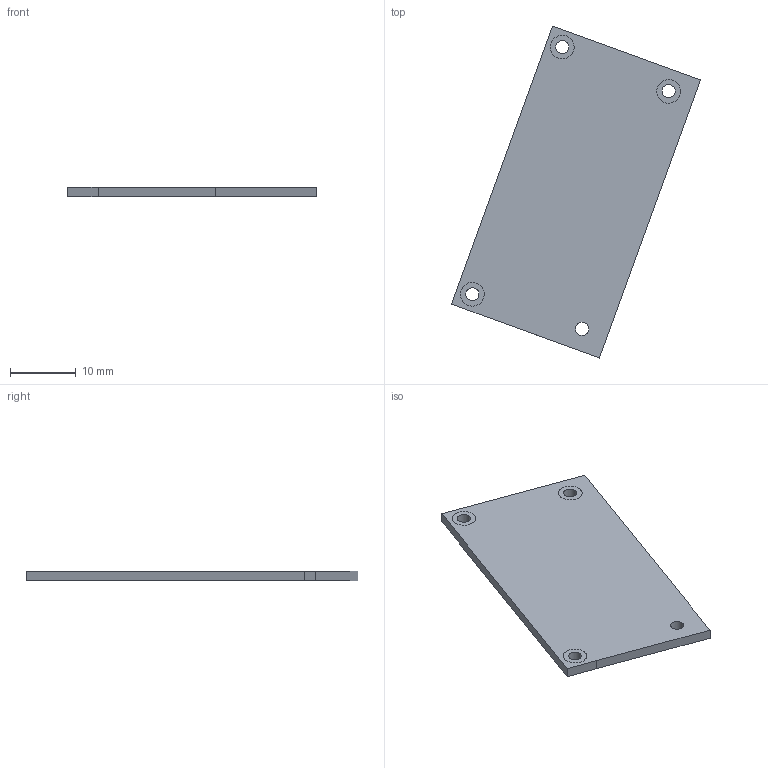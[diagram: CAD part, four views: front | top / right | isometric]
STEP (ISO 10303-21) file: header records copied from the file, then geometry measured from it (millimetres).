
FILE_DESCRIPTION(('HOOPS Exchange Step'),'2;1');
FILE_NAME('temp_export','2022-11-13T13:32:07-05:00',('mobile'),('Shapr3D Limited'),'HOOPS Exchange 2022.1','Shapr3D','Authorized');
FILE_SCHEMA( ('AUTOMOTIVE_DESIGN { 1 0 10303 214 1 1 1 1 }') );
Length unit declared in the file: millimetre
Products named in the file (1): VGA Cover
Bounding box: 37.94 x 50.5 x 1.5 mm (x, y, z)
Volume: 1601.2 mm3; surface area: 2379.6 mm2
Topology: 1 solids, 1 shells, 14 faces, 30 edges, 21 vertices
Faces by surface type: plane 10, cylinder 4
Full cylindrical faces by diameter (mm): 2 x4
Entity records: 516 total; most frequent: CARTESIAN_POINT 162, DIRECTION 65, ORIENTED_EDGE 60, EDGE_CURVE 30, EDGE_LOOP 25, FACE_BOUND 25, AXIS2_PLACEMENT_3D 23, VERTEX_POINT 21
